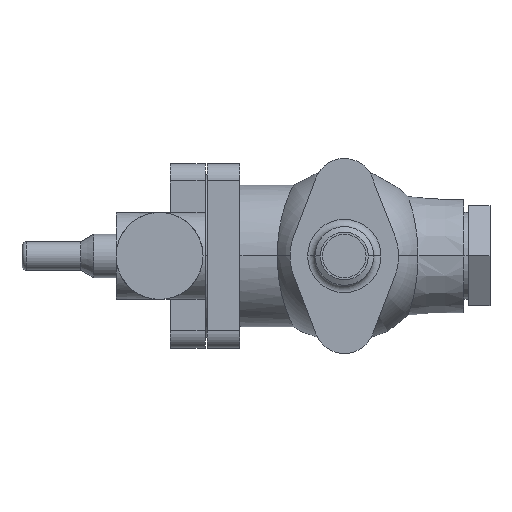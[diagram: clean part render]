
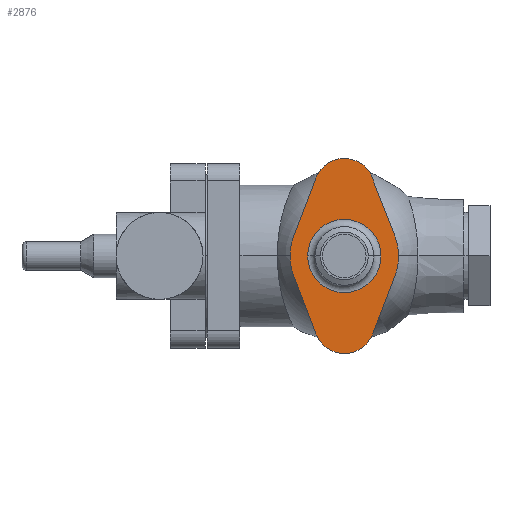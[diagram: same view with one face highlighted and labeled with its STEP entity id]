
A CAD part, left-side view. The second image highlights one B-rep face of the part: STEP entity #2876.
In plain terms, the highlighted planar face has unit normal (-1, 0, 0).
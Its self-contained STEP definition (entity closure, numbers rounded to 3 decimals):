
#690=CARTESIAN_POINT('',(-79.5,-48.,-30.868));
#691=DIRECTION('',(-1.,0.,0.));
#692=DIRECTION('',(0.,0.934,-0.356));
#693=AXIS2_PLACEMENT_3D('',#690,#691,#692);
#695=DIRECTION('',(0.,-0.356,-0.934));
#696=VECTOR('',#695,28.842);
#697=CARTESIAN_POINT('',(-79.5,-24.641,-8.909));
#698=LINE('',#697,#696);
#699=CARTESIAN_POINT('',(-79.5,-48.,0.));
#700=DIRECTION('',(-1.,0.,0.));
#701=DIRECTION('',(0.,0.934,0.356));
#702=AXIS2_PLACEMENT_3D('',#699,#700,#701);
#704=DIRECTION('',(0.,0.356,-0.934));
#705=VECTOR('',#704,28.842);
#706=CARTESIAN_POINT('',(-79.5,-34.919,35.857));
#707=LINE('',#706,#705);
#708=CARTESIAN_POINT('',(-79.5,-48.,30.868));
#709=DIRECTION('',(-1.,0.,0.));
#710=DIRECTION('',(0.,-0.99,0.141));
#711=AXIS2_PLACEMENT_3D('',#708,#709,#710);
#713=DIRECTION('',(0.,0.369,0.929));
#714=VECTOR('',#713,25.411);
#715=CARTESIAN_POINT('',(-79.5,-71.236,9.224));
#716=LINE('',#715,#714);
#717=CARTESIAN_POINT('',(-79.5,-48.,0.));
#718=DIRECTION('',(-1.,0.,0.));
#719=DIRECTION('',(0.,-0.934,-0.356));
#720=AXIS2_PLACEMENT_3D('',#717,#718,#719);
#722=DIRECTION('',(0.,-0.356,0.934));
#723=VECTOR('',#722,28.842);
#724=CARTESIAN_POINT('',(-79.5,-61.081,-35.857));
#725=LINE('',#724,#723);
#736=CARTESIAN_POINT('',(-79.5,-48.,0.));
#737=DIRECTION('',(-1.,0.,0.));
#738=DIRECTION('',(0.,1.,0.));
#739=AXIS2_PLACEMENT_3D('',#736,#737,#738);
#741=CARTESIAN_POINT('',(-79.5,-48.,0.));
#742=DIRECTION('',(-1.,0.,0.));
#743=DIRECTION('',(0.,-1.,0.));
#744=AXIS2_PLACEMENT_3D('',#741,#742,#743);
#1635=CARTESIAN_POINT('',(-79.5,-34.919,-35.857));
#1636=CARTESIAN_POINT('',(-79.5,-61.081,-35.857));
#1637=VERTEX_POINT('',#1635);
#1638=VERTEX_POINT('',#1636);
#1639=CARTESIAN_POINT('',(-79.5,-71.359,-8.909));
#1640=VERTEX_POINT('',#1639);
#1641=CARTESIAN_POINT('',(-79.5,-71.236,9.224));
#1642=VERTEX_POINT('',#1641);
#1643=CARTESIAN_POINT('',(-79.5,-61.86,32.842));
#1644=VERTEX_POINT('',#1643);
#1645=CARTESIAN_POINT('',(-79.5,-34.919,35.857));
#1646=VERTEX_POINT('',#1645);
#1647=CARTESIAN_POINT('',(-79.5,-24.641,8.909));
#1648=VERTEX_POINT('',#1647);
#1649=CARTESIAN_POINT('',(-79.5,-24.641,-8.909));
#1650=VERTEX_POINT('',#1649);
#1893=CARTESIAN_POINT('',(-79.5,-31.15,0.));
#1894=CARTESIAN_POINT('',(-79.5,-64.85,0.));
#1895=VERTEX_POINT('',#1893);
#1896=VERTEX_POINT('',#1894);
#2855=CARTESIAN_POINT('',(-79.5,0.,0.));
#2856=DIRECTION('',(-1.,0.,0.));
#2857=DIRECTION('',(0.,0.,1.));
#2858=AXIS2_PLACEMENT_3D('',#2855,#2856,#2857);
#2859=PLANE('',#2858);
#2860=ORIENTED_EDGE('',*,*,#2751,.F.);
#2861=ORIENTED_EDGE('',*,*,#2766,.F.);
#2862=ORIENTED_EDGE('',*,*,#2780,.F.);
#2863=ORIENTED_EDGE('',*,*,#2794,.F.);
#2864=ORIENTED_EDGE('',*,*,#2808,.F.);
#2865=ORIENTED_EDGE('',*,*,#2822,.F.);
#2866=ORIENTED_EDGE('',*,*,#2836,.F.);
#2867=ORIENTED_EDGE('',*,*,#2849,.F.);
#2868=EDGE_LOOP('',(#2860,#2861,#2862,#2863,#2864,#2865,#2866,#2867));
#2869=FACE_OUTER_BOUND('',#2868,.F.);
#2871=ORIENTED_EDGE('',*,*,#2870,.T.);
#2873=ORIENTED_EDGE('',*,*,#2872,.T.);
#2874=EDGE_LOOP('',(#2871,#2873));
#2875=FACE_BOUND('',#2874,.F.);
#694=CIRCLE('',#693,14.);
#703=CIRCLE('',#702,25.);
#712=CIRCLE('',#711,14.);
#721=CIRCLE('',#720,25.);
#740=CIRCLE('',#739,16.85);
#745=CIRCLE('',#744,16.85);
#2751=EDGE_CURVE('',#1637,#1638,#694,.T.);
#2766=EDGE_CURVE('',#1650,#1637,#698,.T.);
#2780=EDGE_CURVE('',#1648,#1650,#703,.T.);
#2794=EDGE_CURVE('',#1646,#1648,#707,.T.);
#2808=EDGE_CURVE('',#1644,#1646,#712,.T.);
#2822=EDGE_CURVE('',#1642,#1644,#716,.T.);
#2836=EDGE_CURVE('',#1640,#1642,#721,.T.);
#2849=EDGE_CURVE('',#1638,#1640,#725,.T.);
#2870=EDGE_CURVE('',#1895,#1896,#740,.T.);
#2872=EDGE_CURVE('',#1896,#1895,#745,.T.);
#2876=ADVANCED_FACE('',(#2869,#2875),#2859,.T.);
